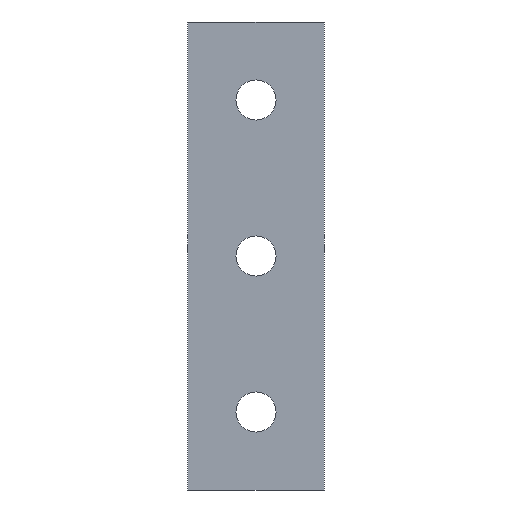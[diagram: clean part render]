
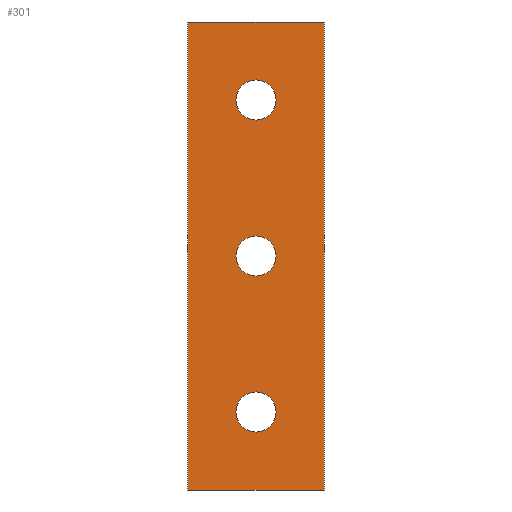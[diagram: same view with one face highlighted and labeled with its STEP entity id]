
A CAD part, front view. The second image highlights one B-rep face of the part: STEP entity #301.
In plain terms, the highlighted planar face has unit normal (0, -1, 0).
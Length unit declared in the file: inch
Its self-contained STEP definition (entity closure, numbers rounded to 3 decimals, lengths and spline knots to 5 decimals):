
#10 = FACE_BOUND ( 'NONE', #232, .T. ) ;
#11 = ORIENTED_EDGE ( 'NONE', *, *, #36, .T. ) ;
#13 = AXIS2_PLACEMENT_3D ( 'NONE', #286, #54, #287 ) ;
#14 = DIRECTION ( 'NONE',  ( 0., 0., 1. ) ) ;
#15 = CARTESIAN_POINT ( 'NONE',  ( 0., -0.094, 1. ) ) ;
#19 = DIRECTION ( 'NONE',  ( 0., 1., 0. ) ) ;
#20 = DIRECTION ( 'NONE',  ( 0., 1., 0. ) ) ;
#23 = VERTEX_POINT ( 'NONE', #407 ) ;
#29 = DIRECTION ( 'NONE',  ( 0., 1., 0. ) ) ;
#31 = VERTEX_POINT ( 'NONE', #40 ) ;
#36 = EDGE_CURVE ( 'NONE', #332, #368, #206, .T. ) ;
#38 = AXIS2_PLACEMENT_3D ( 'NONE', #15, #19, #347 ) ;
#40 = CARTESIAN_POINT ( 'NONE',  ( 0.4375, -0.094, 1.5 ) ) ;
#43 = CARTESIAN_POINT ( 'NONE',  ( 0., -0.094, 0. ) ) ;
#44 = LINE ( 'NONE', #113, #397 ) ;
#50 = DIRECTION ( 'NONE',  ( 0., 1., 0. ) ) ;
#54 = DIRECTION ( 'NONE',  ( 0., 1., 0. ) ) ;
#58 = CARTESIAN_POINT ( 'NONE',  ( 0., -0.094, -1.1285 ) ) ;
#71 = VERTEX_POINT ( 'NONE', #373 ) ;
#80 = VERTEX_POINT ( 'NONE', #240 ) ;
#86 = CARTESIAN_POINT ( 'NONE',  ( 0.4375, -0.094, 1.5 ) ) ;
#90 = CIRCLE ( 'NONE', #38, 0.1285 ) ;
#100 = FACE_OUTER_BOUND ( 'NONE', #124, .T. ) ;
#102 = AXIS2_PLACEMENT_3D ( 'NONE', #193, #325, #433 ) ;
#104 = EDGE_CURVE ( 'NONE', #31, #23, #178, .T. ) ;
#108 = CARTESIAN_POINT ( 'NONE',  ( 0., -0.094, 0. ) ) ;
#113 = CARTESIAN_POINT ( 'NONE',  ( -0.4375, -0.094, 1.5 ) ) ;
#114 = CIRCLE ( 'NONE', #192, 0.1285 ) ;
#118 = EDGE_CURVE ( 'NONE', #71, #321, #90, .T. ) ;
#124 = EDGE_LOOP ( 'NONE', ( #180, #374, #426, #314 ) ) ;
#125 = DIRECTION ( 'NONE',  ( 1., 0., 0. ) ) ;
#128 = VERTEX_POINT ( 'NONE', #344 ) ;
#130 = CARTESIAN_POINT ( 'NONE',  ( -0.4375, -0.094, 1.5 ) ) ;
#132 = LINE ( 'NONE', #280, #429 ) ;
#134 = EDGE_CURVE ( 'NONE', #394, #31, #44, .T. ) ;
#135 = VECTOR ( 'NONE', #209, 39.37008 ) ;
#149 = CIRCLE ( 'NONE', #227, 0.1285 ) ;
#153 = CARTESIAN_POINT ( 'NONE',  ( 0., -0.094, -1. ) ) ;
#157 = EDGE_CURVE ( 'NONE', #368, #332, #149, .T. ) ;
#159 = ORIENTED_EDGE ( 'NONE', *, *, #157, .T. ) ;
#161 = CARTESIAN_POINT ( 'NONE',  ( 0., -0.094, 0.8715 ) ) ;
#162 = LINE ( 'NONE', #130, #230 ) ;
#164 = ORIENTED_EDGE ( 'NONE', *, *, #432, .T. ) ;
#175 = ORIENTED_EDGE ( 'NONE', *, *, #377, .T. ) ;
#178 = LINE ( 'NONE', #86, #135 ) ;
#180 = ORIENTED_EDGE ( 'NONE', *, *, #274, .T. ) ;
#183 = DIRECTION ( 'NONE',  ( 1., 0., 0. ) ) ;
#186 = CARTESIAN_POINT ( 'NONE',  ( 0., -0.094, 0.1285 ) ) ;
#191 = CARTESIAN_POINT ( 'NONE',  ( 0., -0.094, -0.1285 ) ) ;
#192 = AXIS2_PLACEMENT_3D ( 'NONE', #395, #29, #329 ) ;
#193 = CARTESIAN_POINT ( 'NONE',  ( 0., -0.094, -1. ) ) ;
#206 = CIRCLE ( 'NONE', #235, 0.1285 ) ;
#209 = DIRECTION ( 'NONE',  ( 0., 0., -1. ) ) ;
#217 = PLANE ( 'NONE',  #13 ) ;
#227 = AXIS2_PLACEMENT_3D ( 'NONE', #43, #50, #14 ) ;
#230 = VECTOR ( 'NONE', #427, 39.37008 ) ;
#232 = EDGE_LOOP ( 'NONE', ( #302, #175 ) ) ;
#235 = AXIS2_PLACEMENT_3D ( 'NONE', #108, #270, #299 ) ;
#240 = CARTESIAN_POINT ( 'NONE',  ( -0.4375, -0.094, -1.5 ) ) ;
#258 = EDGE_LOOP ( 'NONE', ( #342, #164 ) ) ;
#264 = CIRCLE ( 'NONE', #284, 0.1285 ) ;
#270 = DIRECTION ( 'NONE',  ( 0., 1., 0. ) ) ;
#274 = EDGE_CURVE ( 'NONE', #80, #23, #132, .T. ) ;
#280 = CARTESIAN_POINT ( 'NONE',  ( -0.4375, -0.094, -1.5 ) ) ;
#284 = AXIS2_PLACEMENT_3D ( 'NONE', #153, #20, #316 ) ;
#286 = CARTESIAN_POINT ( 'NONE',  ( -0.4375, -0.094, 1.5 ) ) ;
#287 = DIRECTION ( 'NONE',  ( 0., 0., 1. ) ) ;
#291 = FACE_BOUND ( 'NONE', #369, .T. ) ;
#292 = VERTEX_POINT ( 'NONE', #58 ) ;
#299 = DIRECTION ( 'NONE',  ( 0., 0., 1. ) ) ;
#301 = ADVANCED_FACE ( 'NONE', ( #291, #351, #100, #10 ), #217, .F. ) ;
#302 = ORIENTED_EDGE ( 'NONE', *, *, #333, .T. ) ;
#314 = ORIENTED_EDGE ( 'NONE', *, *, #412, .T. ) ;
#316 = DIRECTION ( 'NONE',  ( 0., 0., 1. ) ) ;
#321 = VERTEX_POINT ( 'NONE', #161 ) ;
#325 = DIRECTION ( 'NONE',  ( 0., 1., 0. ) ) ;
#329 = DIRECTION ( 'NONE',  ( 0., 0., 1. ) ) ;
#332 = VERTEX_POINT ( 'NONE', #186 ) ;
#333 = EDGE_CURVE ( 'NONE', #128, #292, #264, .T. ) ;
#342 = ORIENTED_EDGE ( 'NONE', *, *, #118, .T. ) ;
#344 = CARTESIAN_POINT ( 'NONE',  ( 0., -0.094, -0.8715 ) ) ;
#347 = DIRECTION ( 'NONE',  ( 0., 0., 1. ) ) ;
#351 = FACE_BOUND ( 'NONE', #258, .T. ) ;
#368 = VERTEX_POINT ( 'NONE', #191 ) ;
#369 = EDGE_LOOP ( 'NONE', ( #11, #159 ) ) ;
#373 = CARTESIAN_POINT ( 'NONE',  ( 0., -0.094, 1.1285 ) ) ;
#374 = ORIENTED_EDGE ( 'NONE', *, *, #104, .F. ) ;
#377 = EDGE_CURVE ( 'NONE', #292, #128, #406, .T. ) ;
#392 = CARTESIAN_POINT ( 'NONE',  ( -0.4375, -0.094, 1.5 ) ) ;
#394 = VERTEX_POINT ( 'NONE', #392 ) ;
#395 = CARTESIAN_POINT ( 'NONE',  ( 0., -0.094, 1. ) ) ;
#397 = VECTOR ( 'NONE', #183, 39.37008 ) ;
#406 = CIRCLE ( 'NONE', #102, 0.1285 ) ;
#407 = CARTESIAN_POINT ( 'NONE',  ( 0.4375, -0.094, -1.5 ) ) ;
#412 = EDGE_CURVE ( 'NONE', #394, #80, #162, .T. ) ;
#426 = ORIENTED_EDGE ( 'NONE', *, *, #134, .F. ) ;
#427 = DIRECTION ( 'NONE',  ( 0., 0., -1. ) ) ;
#429 = VECTOR ( 'NONE', #125, 39.37008 ) ;
#432 = EDGE_CURVE ( 'NONE', #321, #71, #114, .T. ) ;
#433 = DIRECTION ( 'NONE',  ( 0., 0., 1. ) ) ;
